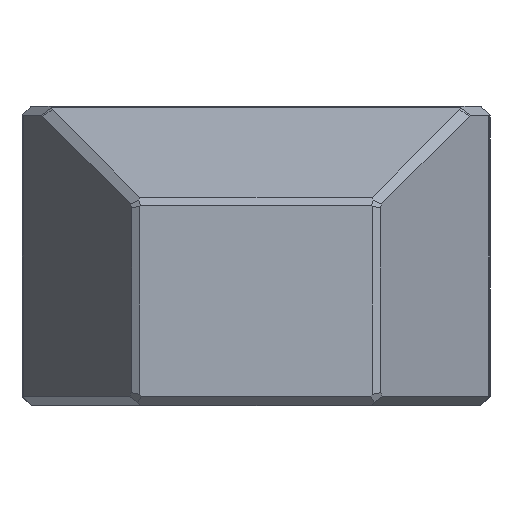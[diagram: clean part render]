
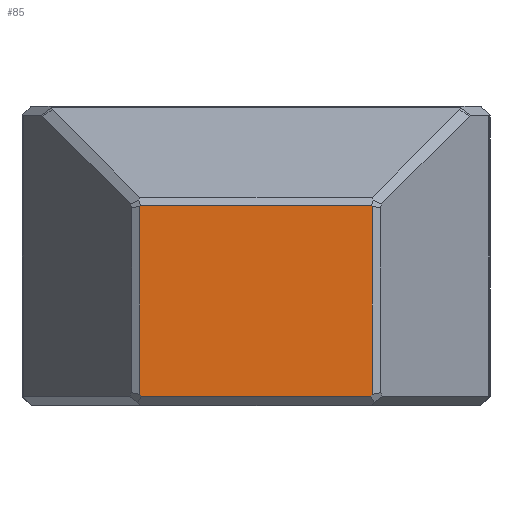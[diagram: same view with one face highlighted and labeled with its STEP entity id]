
A CAD part, left-side view. The second image highlights one B-rep face of the part: STEP entity #85.
In plain terms, the highlighted planar face has unit normal (-1, 0, 0).
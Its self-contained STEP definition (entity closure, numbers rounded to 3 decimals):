
#85 = ADVANCED_FACE( '', ( #155 ), #156, .T. );
#155 = FACE_OUTER_BOUND( '', #275, .T. );
#156 = PLANE( '', #276 );
#275 = EDGE_LOOP( '', ( #476, #477, #478, #479, #480, #481, #482, #483 ) );
#276 = AXIS2_PLACEMENT_3D( '', #484, #485, #486 );
#476 = ORIENTED_EDGE( '', *, *, #929, .T. );
#477 = ORIENTED_EDGE( '', *, *, #930, .T. );
#478 = ORIENTED_EDGE( '', *, *, #931, .T. );
#479 = ORIENTED_EDGE( '', *, *, #932, .T. );
#480 = ORIENTED_EDGE( '', *, *, #933, .T. );
#481 = ORIENTED_EDGE( '', *, *, #934, .T. );
#482 = ORIENTED_EDGE( '', *, *, #935, .T. );
#483 = ORIENTED_EDGE( '', *, *, #936, .T. );
#484 = CARTESIAN_POINT( '', ( -27., -12.5, 0. ) );
#485 = DIRECTION( '', ( -1., 0., 0. ) );
#486 = DIRECTION( '', ( 0., 0., 1. ) );
#929 = EDGE_CURVE( '', #1133, #1134, #1135, .T. );
#930 = EDGE_CURVE( '', #1134, #1136, #1137, .T. );
#931 = EDGE_CURVE( '', #1136, #1138, #1139, .T. );
#932 = EDGE_CURVE( '', #1138, #1140, #1141, .T. );
#933 = EDGE_CURVE( '', #1140, #1142, #1143, .T. );
#934 = EDGE_CURVE( '', #1142, #1144, #1145, .T. );
#935 = EDGE_CURVE( '', #1144, #1146, #1147, .T. );
#936 = EDGE_CURVE( '', #1146, #1133, #1148, .T. );
#1133 = VERTEX_POINT( '', #1450 );
#1134 = VERTEX_POINT( '', #1451 );
#1135 = LINE( '', #1452, #1453 );
#1136 = VERTEX_POINT( '', #1454 );
#1137 = LINE( '', #1455, #1456 );
#1138 = VERTEX_POINT( '', #1457 );
#1139 = LINE( '', #1458, #1459 );
#1140 = VERTEX_POINT( '', #1460 );
#1141 = LINE( '', #1461, #1462 );
#1142 = VERTEX_POINT( '', #1463 );
#1143 = LINE( '', #1464, #1465 );
#1144 = VERTEX_POINT( '', #1466 );
#1145 = LINE( '', #1467, #1468 );
#1146 = VERTEX_POINT( '', #1469 );
#1147 = LINE( '', #1470, #1471 );
#1148 = LINE( '', #1472, #1473 );
#1450 = CARTESIAN_POINT( '', ( -27., -6.173, 10.711 ) );
#1451 = CARTESIAN_POINT( '', ( -27., 6.173, 10.711 ) );
#1452 = CARTESIAN_POINT( '', ( -27., -12.5, 10.711 ) );
#1453 = VECTOR( '', #1787, 1000. );
#1454 = CARTESIAN_POINT( '', ( -27., 6.211, 10.644 ) );
#1455 = CARTESIAN_POINT( '', ( -27., 6.143, 10.763 ) );
#1456 = VECTOR( '', #1788, 1000. );
#1457 = CARTESIAN_POINT( '', ( -27., 6.211, 0.604 ) );
#1458 = CARTESIAN_POINT( '', ( -27., 6.211, 0. ) );
#1459 = VECTOR( '', #1789, 1000. );
#1460 = CARTESIAN_POINT( '', ( -27., 6.127, 0.5 ) );
#1461 = CARTESIAN_POINT( '', ( -27., -1.569, -8.925 ) );
#1462 = VECTOR( '', #1790, 1000. );
#1463 = CARTESIAN_POINT( '', ( -27., -6.127, 0.5 ) );
#1464 = CARTESIAN_POINT( '', ( -27., -12.5, 0.5 ) );
#1465 = VECTOR( '', #1791, 1000. );
#1466 = CARTESIAN_POINT( '', ( -27., -6.211, 0.604 ) );
#1467 = CARTESIAN_POINT( '', ( -27., -8.431, 3.322 ) );
#1468 = VECTOR( '', #1792, 1000. );
#1469 = CARTESIAN_POINT( '', ( -27., -6.211, 10.644 ) );
#1470 = CARTESIAN_POINT( '', ( -27., -6.211, 0. ) );
#1471 = VECTOR( '', #1793, 1000. );
#1472 = CARTESIAN_POINT( '', ( -27., -12.393, -0.062 ) );
#1473 = VECTOR( '', #1794, 1000. );
#1787 = DIRECTION( '', ( 0., 1., 0. ) );
#1788 = DIRECTION( '', ( 0., 0.5, -0.866 ) );
#1789 = DIRECTION( '', ( 0., 0., -1. ) );
#1790 = DIRECTION( '', ( 0., -0.632, -0.775 ) );
#1791 = DIRECTION( '', ( 0., -1., 0. ) );
#1792 = DIRECTION( '', ( 0., -0.632, 0.775 ) );
#1793 = DIRECTION( '', ( 0., 0., 1. ) );
#1794 = DIRECTION( '', ( 0., 0.5, 0.866 ) );
